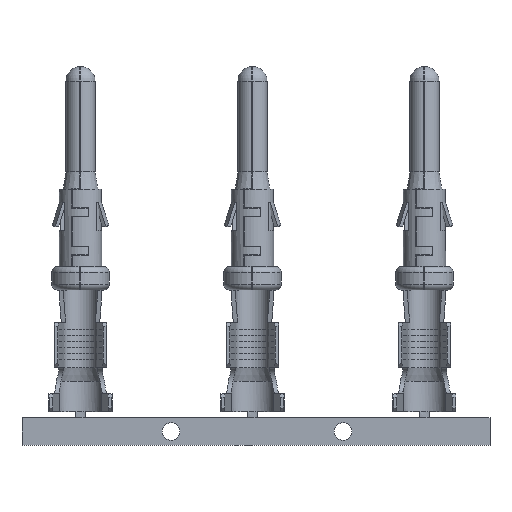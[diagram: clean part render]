
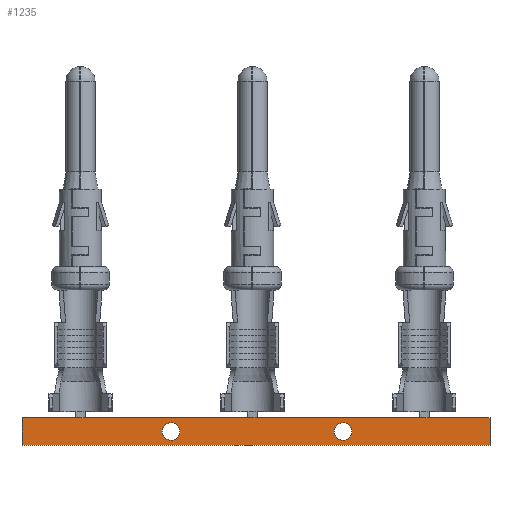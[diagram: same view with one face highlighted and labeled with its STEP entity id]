
A CAD part, top view. The second image highlights one B-rep face of the part: STEP entity #1235.
In plain terms, the highlighted planar face has unit normal (0, 0, 1).
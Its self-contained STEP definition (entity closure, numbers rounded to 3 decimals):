
#157=B_SPLINE_CURVE_WITH_KNOTS('',3,(#16728,#16729,#16730,#16731,#16732,
#16733,#16734,#16735),.UNSPECIFIED.,.F.,.F.,(4,1,1,1,1,4),(0.,0.364,
0.728,0.91,0.955,1.),.UNSPECIFIED.);
#158=B_SPLINE_CURVE_WITH_KNOTS('',3,(#16737,#16738,#16739,#16740,#16741,
#16742),.UNSPECIFIED.,.F.,.F.,(4,1,1,4),(0.,0.12,0.584,
1.),.UNSPECIFIED.);
#159=B_SPLINE_CURVE_WITH_KNOTS('',3,(#16744,#16745,#16746,#16747,#16748),
 .UNSPECIFIED.,.F.,.F.,(4,1,4),(0.,0.096,1.),.UNSPECIFIED.);
#178=B_SPLINE_CURVE_WITH_KNOTS('',3,(#17076,#17077,#17078,#17079),
 .UNSPECIFIED.,.F.,.F.,(4,4),(0.,1.),.UNSPECIFIED.);
#179=B_SPLINE_CURVE_WITH_KNOTS('',3,(#17081,#17082,#17083,#17084),
 .UNSPECIFIED.,.F.,.F.,(4,4),(0.,1.),.UNSPECIFIED.);
#216=B_SPLINE_CURVE_WITH_KNOTS('',3,(#18245,#18246,#18247,#18248),
 .UNSPECIFIED.,.F.,.F.,(4,4),(0.,1.),.UNSPECIFIED.);
#217=B_SPLINE_CURVE_WITH_KNOTS('',3,(#18250,#18251,#18252,#18253),
 .UNSPECIFIED.,.F.,.F.,(4,4),(0.,1.),.UNSPECIFIED.);
#218=B_SPLINE_CURVE_WITH_KNOTS('',3,(#18255,#18256,#18257,#18258),
 .UNSPECIFIED.,.F.,.F.,(4,4),(0.,1.),.UNSPECIFIED.);
#452=FACE_BOUND('',#2770,.T.);
#453=FACE_BOUND('',#2771,.T.);
#454=FACE_BOUND('',#2772,.T.);
#467=CIRCLE('',#10983,0.75);
#469=CIRCLE('',#10986,0.75);
#1235=ADVANCED_FACE('',(#452,#453,#454),#1695,.F.);
#1695=PLANE('',#11631);
#2770=EDGE_LOOP('',(#5155,#5156,#5157,#5158,#5159,#5160,#5161,#5162,#5163,
#5164,#5165,#5166,#5167,#5168,#5169));
#2771=EDGE_LOOP('',(#5170));
#2772=EDGE_LOOP('',(#5171));
#5155=ORIENTED_EDGE('',*,*,#8444,.T.);
#5156=ORIENTED_EDGE('',*,*,#7972,.T.);
#5157=ORIENTED_EDGE('',*,*,#7971,.T.);
#5158=ORIENTED_EDGE('',*,*,#8445,.T.);
#5159=ORIENTED_EDGE('',*,*,#8446,.T.);
#5160=ORIENTED_EDGE('',*,*,#8447,.T.);
#5161=ORIENTED_EDGE('',*,*,#8448,.T.);
#5162=ORIENTED_EDGE('',*,*,#8449,.T.);
#5163=ORIENTED_EDGE('',*,*,#7952,.F.);
#5164=ORIENTED_EDGE('',*,*,#7951,.F.);
#5165=ORIENTED_EDGE('',*,*,#7950,.F.);
#5166=ORIENTED_EDGE('',*,*,#8450,.T.);
#5167=ORIENTED_EDGE('',*,*,#8451,.F.);
#5168=ORIENTED_EDGE('',*,*,#8443,.F.);
#5169=ORIENTED_EDGE('',*,*,#8452,.T.);
#5170=ORIENTED_EDGE('',*,*,#7458,.F.);
#5171=ORIENTED_EDGE('',*,*,#7456,.F.);
#6352=VERTEX_POINT('',#15293);
#6354=VERTEX_POINT('',#15298);
#6672=VERTEX_POINT('',#16623);
#6673=VERTEX_POINT('',#16736);
#6674=VERTEX_POINT('',#16743);
#6675=VERTEX_POINT('',#16749);
#6676=VERTEX_POINT('',#16844);
#6687=VERTEX_POINT('',#17034);
#6692=VERTEX_POINT('',#17080);
#6988=VERTEX_POINT('',#18233);
#6991=VERTEX_POINT('',#18238);
#6992=VERTEX_POINT('',#18242);
#6993=VERTEX_POINT('',#18244);
#6994=VERTEX_POINT('',#18249);
#6995=VERTEX_POINT('',#18254);
#6996=VERTEX_POINT('',#18259);
#6997=VERTEX_POINT('',#18262);
#7456=EDGE_CURVE('',#6352,#6352,#467,.T.);
#7458=EDGE_CURVE('',#6354,#6354,#469,.T.);
#7950=EDGE_CURVE('',#6672,#6673,#157,.T.);
#7951=EDGE_CURVE('',#6673,#6674,#158,.T.);
#7952=EDGE_CURVE('',#6674,#6675,#159,.T.);
#7971=EDGE_CURVE('',#6692,#6676,#178,.T.);
#7972=EDGE_CURVE('',#6687,#6692,#179,.T.);
#8443=EDGE_CURVE('',#6991,#6988,#9652,.T.);
#8444=EDGE_CURVE('',#6992,#6687,#9653,.T.);
#8445=EDGE_CURVE('',#6676,#6993,#9654,.T.);
#8446=EDGE_CURVE('',#6993,#6994,#216,.T.);
#8447=EDGE_CURVE('',#6994,#6995,#217,.T.);
#8448=EDGE_CURVE('',#6995,#6996,#218,.T.);
#8449=EDGE_CURVE('',#6996,#6675,#9655,.T.);
#8450=EDGE_CURVE('',#6672,#6997,#9656,.T.);
#8451=EDGE_CURVE('',#6988,#6997,#9657,.T.);
#8452=EDGE_CURVE('',#6991,#6992,#9658,.T.);
#9652=LINE('',#18239,#10651);
#9653=LINE('',#18241,#10652);
#9654=LINE('',#18243,#10653);
#9655=LINE('',#18260,#10654);
#9656=LINE('',#18261,#10655);
#9657=LINE('',#18263,#10656);
#9658=LINE('',#18264,#10657);
#10651=VECTOR('',#14035,1.);
#10652=VECTOR('',#14038,1.);
#10653=VECTOR('',#14039,1.);
#10654=VECTOR('',#14040,1.);
#10655=VECTOR('',#14041,1.);
#10656=VECTOR('',#14042,1.);
#10657=VECTOR('',#14043,1.);
#10983=AXIS2_PLACEMENT_3D('',#15292,#12180,#12181);
#10986=AXIS2_PLACEMENT_3D('',#15297,#12186,#12187);
#11631=AXIS2_PLACEMENT_3D('',#18265,#14044,#14045);
#12180=DIRECTION('',(0.,0.,1.));
#12181=DIRECTION('',(1.,0.,0.));
#12186=DIRECTION('',(0.,0.,1.));
#12187=DIRECTION('',(1.,0.,0.));
#14035=DIRECTION('',(-1.,0.,0.));
#14038=DIRECTION('',(-1.,0.,0.));
#14039=DIRECTION('',(-1.,0.,0.));
#14040=DIRECTION('',(-1.,0.,0.));
#14041=DIRECTION('',(-1.,0.,0.));
#14042=DIRECTION('',(0.,1.,0.));
#14043=DIRECTION('',(0.,1.,0.));
#14044=DIRECTION('',(0.,0.,-1.));
#14045=DIRECTION('',(-1.,0.,0.));
#15292=CARTESIAN_POINT('',(22.449,-31.189,-1.85));
#15293=CARTESIAN_POINT('',(23.199,-31.189,-1.85));
#15297=CARTESIAN_POINT('',(7.749,-31.189,-1.85));
#15298=CARTESIAN_POINT('',(8.499,-31.189,-1.85));
#16623=CARTESIAN_POINT('',(-0.4,-30.,-1.85));
#16728=CARTESIAN_POINT('',(-0.4,-30.,-1.85));
#16729=CARTESIAN_POINT('',(-0.304,-30.,-1.85));
#16730=CARTESIAN_POINT('',(-0.112,-30.,-1.85));
#16731=CARTESIAN_POINT('',(0.128,-30.,-1.85));
#16732=CARTESIAN_POINT('',(0.284,-30.,-1.85));
#16733=CARTESIAN_POINT('',(0.356,-30.,-1.85));
#16734=CARTESIAN_POINT('',(0.38,-30.,-1.85));
#16735=CARTESIAN_POINT('',(0.392,-30.,-1.85));
#16736=CARTESIAN_POINT('',(0.392,-30.,-1.85));
#16737=CARTESIAN_POINT('',(0.392,-30.,-1.85));
#16738=CARTESIAN_POINT('',(0.392,-30.,-1.85));
#16739=CARTESIAN_POINT('',(0.393,-30.,-1.85));
#16740=CARTESIAN_POINT('',(0.395,-30.,-1.85));
#16741=CARTESIAN_POINT('',(0.396,-30.,-1.85));
#16742=CARTESIAN_POINT('',(0.397,-30.,-1.85));
#16743=CARTESIAN_POINT('',(0.397,-30.,-1.85));
#16744=CARTESIAN_POINT('',(0.397,-30.,-1.85));
#16745=CARTESIAN_POINT('',(0.397,-30.,-1.85));
#16746=CARTESIAN_POINT('',(0.398,-30.,-1.85));
#16747=CARTESIAN_POINT('',(0.399,-30.,-1.85));
#16748=CARTESIAN_POINT('',(0.399,-30.,-1.85));
#16749=CARTESIAN_POINT('',(0.399,-30.,-1.85));
#16844=CARTESIAN_POINT('',(29.,-30.,-1.85));
#17034=CARTESIAN_POINT('',(29.798,-30.,-1.85));
#17076=CARTESIAN_POINT('',(29.792,-30.,-1.85));
#17077=CARTESIAN_POINT('',(29.528,-30.,-1.85));
#17078=CARTESIAN_POINT('',(29.264,-30.,-1.85));
#17079=CARTESIAN_POINT('',(29.,-30.,-1.85));
#17080=CARTESIAN_POINT('',(29.792,-30.,-1.85));
#17081=CARTESIAN_POINT('',(29.798,-30.,-1.85));
#17082=CARTESIAN_POINT('',(29.796,-30.,-1.85));
#17083=CARTESIAN_POINT('',(29.794,-30.,-1.85));
#17084=CARTESIAN_POINT('',(29.792,-30.,-1.85));
#18233=CARTESIAN_POINT('',(-5.,-32.379,-1.85));
#18238=CARTESIAN_POINT('',(35.,-32.379,-1.85));
#18239=CARTESIAN_POINT('',(35.,-32.379,-1.85));
#18241=CARTESIAN_POINT('',(35.,-30.,-1.85));
#18242=CARTESIAN_POINT('',(35.,-30.,-1.85));
#18243=CARTESIAN_POINT('',(35.,-30.,-1.85));
#18244=CARTESIAN_POINT('',(15.099,-30.,-1.85));
#18245=CARTESIAN_POINT('',(15.099,-30.,-1.85));
#18246=CARTESIAN_POINT('',(15.098,-30.,-1.85));
#18247=CARTESIAN_POINT('',(15.098,-30.,-1.85));
#18248=CARTESIAN_POINT('',(15.097,-30.,-1.85));
#18249=CARTESIAN_POINT('',(15.097,-30.,-1.85));
#18250=CARTESIAN_POINT('',(15.097,-30.,-1.85));
#18251=CARTESIAN_POINT('',(15.095,-30.,-1.85));
#18252=CARTESIAN_POINT('',(15.094,-30.,-1.85));
#18253=CARTESIAN_POINT('',(15.092,-30.,-1.85));
#18254=CARTESIAN_POINT('',(15.092,-30.,-1.85));
#18255=CARTESIAN_POINT('',(15.092,-30.,-1.85));
#18256=CARTESIAN_POINT('',(14.828,-30.,-1.85));
#18257=CARTESIAN_POINT('',(14.564,-30.,-1.85));
#18258=CARTESIAN_POINT('',(14.3,-30.,-1.85));
#18259=CARTESIAN_POINT('',(14.3,-30.,-1.85));
#18260=CARTESIAN_POINT('',(35.,-30.,-1.85));
#18261=CARTESIAN_POINT('',(35.,-30.,-1.85));
#18262=CARTESIAN_POINT('',(-5.,-30.,-1.85));
#18263=CARTESIAN_POINT('',(-5.,-32.379,-1.85));
#18264=CARTESIAN_POINT('',(35.,-32.379,-1.85));
#18265=CARTESIAN_POINT('',(35.,-32.379,-1.85));
